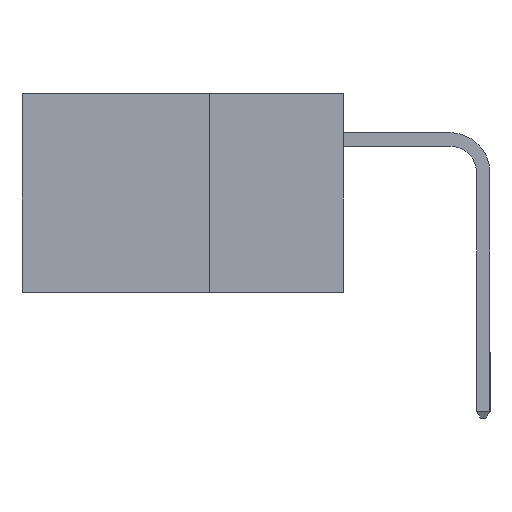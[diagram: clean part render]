
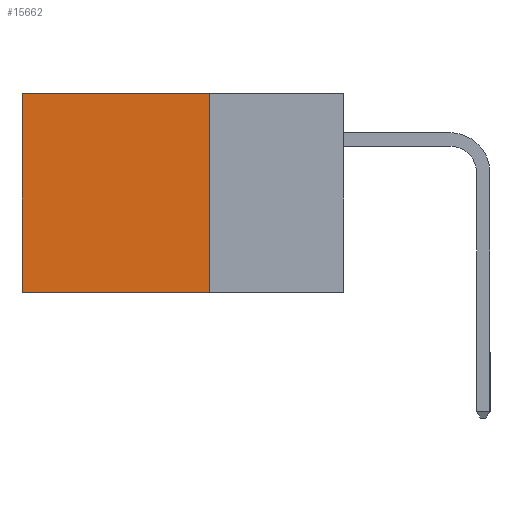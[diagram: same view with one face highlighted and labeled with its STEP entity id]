
A CAD part, left-side view. The second image highlights one B-rep face of the part: STEP entity #15662.
In plain terms, the highlighted planar face has unit normal (-1, 0, 0).
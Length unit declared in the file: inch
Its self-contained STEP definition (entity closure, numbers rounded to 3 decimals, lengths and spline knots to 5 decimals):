
#735 = CARTESIAN_POINT ( 'NONE',  ( 0.298, 0.25, -0.37 ) ) ;
#1482 = VECTOR ( 'NONE', #7114, 39.37008 ) ;
#2753 = ORIENTED_EDGE ( 'NONE', *, *, #10303, .T. ) ;
#4082 = LINE ( 'NONE', #16103, #18367 ) ;
#4616 = VERTEX_POINT ( 'NONE', #735 ) ;
#5193 = CARTESIAN_POINT ( 'NONE',  ( 0.298, 0.25, 0. ) ) ;
#5421 = EDGE_CURVE ( 'NONE', #4616, #19310, #22893, .T. ) ;
#5576 = ORIENTED_EDGE ( 'NONE', *, *, #17270, .F. ) ;
#6976 = ORIENTED_EDGE ( 'NONE', *, *, #5421, .F. ) ;
#7114 = DIRECTION ( 'NONE',  ( 0., 0., -1. ) ) ;
#7962 = VERTEX_POINT ( 'NONE', #5193 ) ;
#8050 = PLANE ( 'NONE',  #23045 ) ;
#9599 = EDGE_CURVE ( 'NONE', #7962, #21089, #4082, .T. ) ;
#10175 = DIRECTION ( 'NONE',  ( 1., 0., 0. ) ) ;
#10303 = EDGE_CURVE ( 'NONE', #21089, #19310, #16427, .T. ) ;
#10354 = CARTESIAN_POINT ( 'NONE',  ( 0.298, 0.25, 0. ) ) ;
#10867 = DIRECTION ( 'NONE',  ( 0., 1., 0. ) ) ;
#11805 = EDGE_LOOP ( 'NONE', ( #2753, #6976, #5576, #18757 ) ) ;
#12206 = CARTESIAN_POINT ( 'NONE',  ( 0.298, 0.6, 0. ) ) ;
#12208 = LINE ( 'NONE', #21058, #19186 ) ;
#12739 = VECTOR ( 'NONE', #10867, 39.37008 ) ;
#13159 = CARTESIAN_POINT ( 'NONE',  ( 0.298, 0.6, 0. ) ) ;
#13316 = DIRECTION ( 'NONE',  ( 0., 0., -1. ) ) ;
#15662 = ADVANCED_FACE ( 'NONE', ( #20580 ), #8050, .F. ) ;
#16103 = CARTESIAN_POINT ( 'NONE',  ( 0.298, 0.25, 0. ) ) ;
#16427 = LINE ( 'NONE', #13159, #1482 ) ;
#17270 = EDGE_CURVE ( 'NONE', #7962, #4616, #12208, .T. ) ;
#18367 = VECTOR ( 'NONE', #20267, 39.37008 ) ;
#18757 = ORIENTED_EDGE ( 'NONE', *, *, #9599, .T. ) ;
#19186 = VECTOR ( 'NONE', #13316, 39.37008 ) ;
#19310 = VERTEX_POINT ( 'NONE', #21254 ) ;
#20267 = DIRECTION ( 'NONE',  ( 0., 1., 0. ) ) ;
#20580 = FACE_OUTER_BOUND ( 'NONE', #11805, .T. ) ;
#21058 = CARTESIAN_POINT ( 'NONE',  ( 0.298, 0.25, 0. ) ) ;
#21089 = VERTEX_POINT ( 'NONE', #12206 ) ;
#21254 = CARTESIAN_POINT ( 'NONE',  ( 0.298, 0.6, -0.37 ) ) ;
#22893 = LINE ( 'NONE', #25355, #12739 ) ;
#23045 = AXIS2_PLACEMENT_3D ( 'NONE', #10354, #10175, #26353 ) ;
#25355 = CARTESIAN_POINT ( 'NONE',  ( 0.298, 0.25, -0.37 ) ) ;
#26353 = DIRECTION ( 'NONE',  ( 0., 0., -1. ) ) ;
